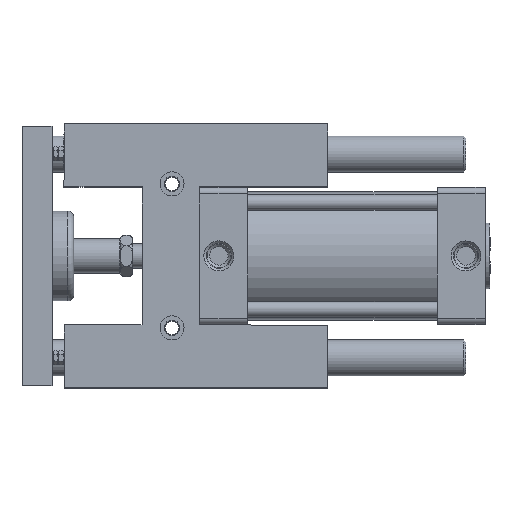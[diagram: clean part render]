
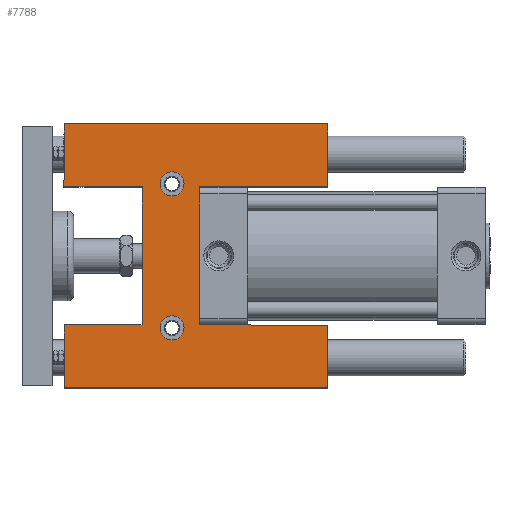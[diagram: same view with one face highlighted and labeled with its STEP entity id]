
A CAD part, top view. The second image highlights one B-rep face of the part: STEP entity #7788.
In plain terms, the highlighted planar face has unit normal (0, 0, 1).
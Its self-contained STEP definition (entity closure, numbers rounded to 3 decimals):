
#18=CARTESIAN_POINT('',(255.,110.,57.5));
#19=VERTEX_POINT('Vertex2',#18);
#20=CARTESIAN_POINT('',(255.,57.5,57.5));
#21=VERTEX_POINT('Vertex1',#20);
#22=CARTESIAN_POINT('',(255.,83.75,57.5));
#23=DIRECTION('',(0.,-1.,0.));
#24=VECTOR('',#23,1.);
#25=LINE('nurbsCrv1',#22,#24);
#26=EDGE_CURVE('Edge1',#19,#21,#25,.T.);
#78=CARTESIAN_POINT('',(35.,57.5,57.5));
#79=VERTEX_POINT('Vertex31',#78);
#80=CARTESIAN_POINT('',(35.,110.,57.5));
#81=VERTEX_POINT('Vertex30',#80);
#82=CARTESIAN_POINT('',(35.,83.75,57.5));
#83=DIRECTION('',(0.,1.,0.));
#84=VECTOR('',#83,1.);
#85=LINE('nurbsCrv30',#82,#84);
#86=EDGE_CURVE('Edge30',#79,#81,#85,.T.);
#346=CARTESIAN_POINT('',(254.75,-57.75,57.5));
#347=VERTEX_POINT('Vertex36',#346);
#348=CARTESIAN_POINT('',(254.75,-110.,57.5));
#349=VERTEX_POINT('Vertex35',#348);
#350=CARTESIAN_POINT('',(254.75,-83.875,57.5));
#351=DIRECTION('',(0.,-1.,0.));
#352=VECTOR('',#351,1.);
#353=LINE('nurbsCrv35',#350,#352);
#354=EDGE_CURVE('Edge35',#347,#349,#353,.T.);
#406=CARTESIAN_POINT('',(35.,-110.,57.5));
#407=VERTEX_POINT('Vertex65',#406);
#408=CARTESIAN_POINT('',(35.,-57.5,57.5));
#409=VERTEX_POINT('Vertex64',#408);
#410=CARTESIAN_POINT('',(35.,-83.75,57.5));
#411=DIRECTION('',(0.,1.,0.));
#412=VECTOR('',#411,1.);
#413=LINE('nurbsCrv64',#410,#412);
#414=EDGE_CURVE('Edge64',#407,#409,#413,.T.);
#7520=CARTESIAN_POINT('',(115.,60.,57.5));
#7521=VERTEX_POINT('Vertex316',#7520);
#7522=CARTESIAN_POINT('',(125.,60.,57.5));
#7523=DIRECTION('',(0.,0.,-1.));
#7524=DIRECTION('',(-1.,0.,0.));
#7525=AXIS2_PLACEMENT_3D('',#7522,#7523,#7524);
#7526=CIRCLE('nurbsCrv401',#7525,10.);
#7527=EDGE_CURVE('Edge401',#7521,#7521,#7526,.T.);
#7698=CARTESIAN_POINT('',(115.,-60.,57.5));
#7699=VERTEX_POINT('Vertex320',#7698);
#7700=CARTESIAN_POINT('',(125.,-60.,57.5));
#7701=DIRECTION('',(0.,0.,-1.));
#7702=DIRECTION('',(-1.,0.,0.));
#7703=AXIS2_PLACEMENT_3D('',#7700,#7701,#7702);
#7704=CIRCLE('nurbsCrv407',#7703,10.);
#7705=EDGE_CURVE('Edge407',#7699,#7699,#7704,.T.);
#7715=ORIENTED_EDGE('Edgeuse611',*,*,#26,.F.);
#7716=CARTESIAN_POINT('',(145.,110.,57.5));
#7717=DIRECTION('',(1.,0.,0.));
#7718=VECTOR('',#7717,1.);
#7719=LINE('nurbsCrv408',#7716,#7718);
#7720=EDGE_CURVE('Edge408',#81,#19,#7719,.T.);
#7721=ORIENTED_EDGE('Edgeuse612',*,*,#7720,.F.);
#7722=ORIENTED_EDGE('Edgeuse613',*,*,#86,.F.);
#7723=CARTESIAN_POINT('',(100.,57.5,57.5));
#7724=VERTEX_POINT('Vertex321',#7723);
#7725=CARTESIAN_POINT('',(67.5,57.5,57.5));
#7726=DIRECTION('',(-1.,0.,0.));
#7727=VECTOR('',#7726,1.);
#7728=LINE('nurbsCrv409',#7725,#7727);
#7729=EDGE_CURVE('Edge409',#7724,#79,#7728,.T.);
#7730=ORIENTED_EDGE('Edgeuse614',*,*,#7729,.F.);
#7731=CARTESIAN_POINT('',(100.,-57.5,57.5));
#7732=VERTEX_POINT('Vertex322',#7731);
#7733=CARTESIAN_POINT('',(100.,0.,57.5));
#7734=DIRECTION('',(0.,1.,0.));
#7735=VECTOR('',#7734,1.);
#7736=LINE('nurbsCrv410',#7733,#7735);
#7737=EDGE_CURVE('Edge410',#7732,#7724,#7736,.T.);
#7738=ORIENTED_EDGE('Edgeuse615',*,*,#7737,.F.);
#7739=CARTESIAN_POINT('',(67.5,-57.5,57.5));
#7740=DIRECTION('',(1.,0.,0.));
#7741=VECTOR('',#7740,1.);
#7742=LINE('nurbsCrv411',#7739,#7741);
#7743=EDGE_CURVE('Edge411',#409,#7732,#7742,.T.);
#7744=ORIENTED_EDGE('Edgeuse616',*,*,#7743,.F.);
#7745=ORIENTED_EDGE('Edgeuse617',*,*,#414,.F.);
#7746=CARTESIAN_POINT('',(144.875,-110.,57.5));
#7747=DIRECTION('',(-1.,0.,0.));
#7748=VECTOR('',#7747,1.);
#7749=LINE('nurbsCrv412',#7746,#7748);
#7750=EDGE_CURVE('Edge412',#349,#407,#7749,.T.);
#7751=ORIENTED_EDGE('Edgeuse618',*,*,#7750,.F.);
#7752=ORIENTED_EDGE('Edgeuse619',*,*,#354,.F.);
#7753=CARTESIAN_POINT('',(148.,-57.5,57.5));
#7754=VERTEX_POINT('Vertex323',#7753);
#7755=CARTESIAN_POINT('',(201.375,-57.625,57.5));
#7756=DIRECTION('',(1.,-0.002,0.));
#7757=VECTOR('',#7756,1.);
#7758=LINE('nurbsCrv413',#7755,#7757);
#7759=EDGE_CURVE('Edge413',#7754,#347,#7758,.T.);
#7760=ORIENTED_EDGE('Edgeuse620',*,*,#7759,.F.);
#7761=CARTESIAN_POINT('',(148.,57.5,57.5));
#7762=VERTEX_POINT('Vertex324',#7761);
#7763=CARTESIAN_POINT('',(148.,0.,57.5));
#7764=DIRECTION('',(0.,-1.,0.));
#7765=VECTOR('',#7764,1.);
#7766=LINE('nurbsCrv414',#7763,#7765);
#7767=EDGE_CURVE('Edge414',#7762,#7754,#7766,.T.);
#7768=ORIENTED_EDGE('Edgeuse621',*,*,#7767,.F.);
#7769=CARTESIAN_POINT('',(201.5,57.5,57.5));
#7770=DIRECTION('',(-1.,0.,0.));
#7771=VECTOR('',#7770,1.);
#7772=LINE('nurbsCrv415',#7769,#7771);
#7773=EDGE_CURVE('Edge415',#21,#7762,#7772,.T.);
#7774=ORIENTED_EDGE('Edgeuse622',*,*,#7773,.F.);
#7775=EDGE_LOOP('',(#7715,#7721,#7722,#7730,#7738,#7744,#7745,#7751,#7752,#7760
,#7768,#7774));
#7776=FACE_OUTER_BOUND('',#7775,.T.);
#7777=ORIENTED_EDGE('Edgeuse609',*,*,#7705,.T.);
#7778=EDGE_LOOP('',(#7777));
#7779=FACE_BOUND('',#7778,.T.);
#7780=ORIENTED_EDGE('Edgeuse610',*,*,#7527,.T.);
#7781=EDGE_LOOP('',(#7780));
#7782=FACE_BOUND('',#7781,.T.);
#7783=CARTESIAN_POINT('',(145.,0.,57.5));
#7784=DIRECTION('',(0.,0.,1.));
#7785=DIRECTION('',(-1.,0.,0.));
#7786=AXIS2_PLACEMENT_3D('',#7783,#7784,#7785);
#7787=PLANE('nurbsSrf145',#7786);
#7788=ADVANCED_FACE('Face145',(#7776,#7779,#7782),#7787,.T.);
